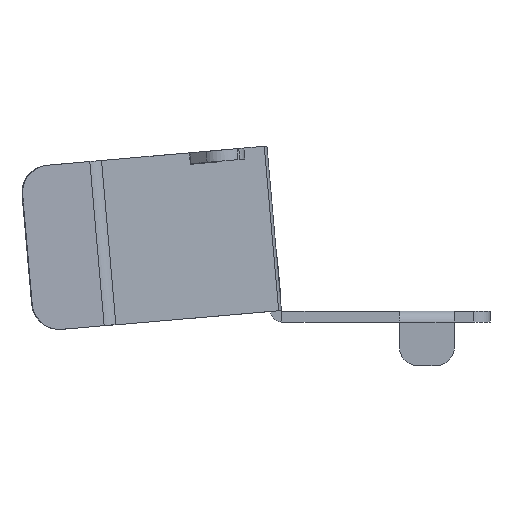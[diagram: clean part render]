
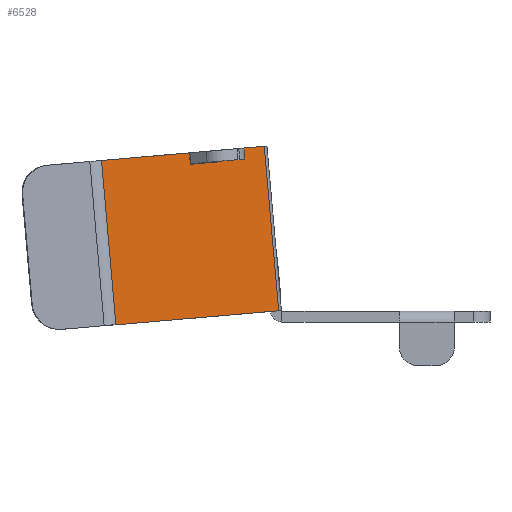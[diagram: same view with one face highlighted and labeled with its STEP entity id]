
A CAD part, left-side view. The second image highlights one B-rep face of the part: STEP entity #6528.
In plain terms, the highlighted planar face has unit normal (-0.643, -0.763, 0.067).
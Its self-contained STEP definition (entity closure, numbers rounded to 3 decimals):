
#190 = ORIENTED_EDGE ( 'NONE', *, *, #5090, .F. ) ;
#289 = CARTESIAN_POINT ( 'NONE',  ( -1.629, 2.109, 3.001 ) ) ;
#630 = CARTESIAN_POINT ( 'NONE',  ( -3.262, 3.456, 2.672 ) ) ;
#657 = VERTEX_POINT ( 'NONE', #11709 ) ;
#751 = ORIENTED_EDGE ( 'NONE', *, *, #8724, .F. ) ;
#789 = VERTEX_POINT ( 'NONE', #630 ) ;
#1243 = CARTESIAN_POINT ( 'NONE',  ( -1.631, 2.111, 3.001 ) ) ;
#1482 = VERTEX_POINT ( 'NONE', #2667 ) ;
#1609 = CARTESIAN_POINT ( 'NONE',  ( -5.178, 5.076, 2.742 ) ) ;
#1710 = LINE ( 'NONE', #4126, #9904 ) ;
#2087 = VECTOR ( 'NONE', #13538, 1000. ) ;
#2406 = ORIENTED_EDGE ( 'NONE', *, *, #8805, .F. ) ;
#2525 = EDGE_CURVE ( 'NONE', #7622, #15341, #11130, .T. ) ;
#2667 = CARTESIAN_POINT ( 'NONE',  ( -2.611, 2.912, 2.72 ) ) ;
#2793 = DIRECTION ( 'NONE',  ( 0.766, -0.64, 0.056 ) ) ;
#2940 = LINE ( 'NONE', #7787, #4712 ) ;
#2983 = DIRECTION ( 'NONE',  ( -0.643, -0.763, 0.067 ) ) ;
#3124 = ORIENTED_EDGE ( 'NONE', *, *, #10982, .F. ) ;
#3138 = DIRECTION ( 'NONE',  ( 0.765, -0.644, 0. ) ) ;
#3396 = VERTEX_POINT ( 'NONE', #6481 ) ;
#3510 = AXIS2_PLACEMENT_3D ( 'NONE', #9275, #2983, #3138 ) ;
#3681 = EDGE_CURVE ( 'NONE', #7622, #14900, #11988, .T. ) ;
#3806 = ORIENTED_EDGE ( 'NONE', *, *, #2525, .F. ) ;
#4126 = CARTESIAN_POINT ( 'NONE',  ( -3.262, 3.456, 2.672 ) ) ;
#4328 = EDGE_LOOP ( 'NONE', ( #2406, #190, #751, #10904, #3124, #3806, #10631, #12619, #13439 ) ) ;
#4712 = VECTOR ( 'NONE', #7537, 1000. ) ;
#5022 = CARTESIAN_POINT ( 'NONE',  ( -3.262, 3.475, 2.882 ) ) ;
#5090 = EDGE_CURVE ( 'NONE', #12845, #789, #2940, .T. ) ;
#5587 = VECTOR ( 'NONE', #8767, 1000. ) ;
#6346 = DIRECTION ( 'NONE',  ( 0., 0.087, 0.996 ) ) ;
#6481 = CARTESIAN_POINT ( 'NONE',  ( -5.178, 4.814, -0.247 ) ) ;
#6528 = ADVANCED_FACE ( 'NONE', ( #15141 ), #6729, .T. ) ;
#6680 = EDGE_CURVE ( 'NONE', #657, #14900, #12463, .T. ) ;
#6729 = PLANE ( 'NONE',  #3510 ) ;
#7537 = DIRECTION ( 'NONE',  ( 0., -0.087, -0.996 ) ) ;
#7622 = VERTEX_POINT ( 'NONE', #9352 ) ;
#7787 = CARTESIAN_POINT ( 'NONE',  ( -3.262, 3.475, 2.882 ) ) ;
#8270 = DIRECTION ( 'NONE',  ( 0., 0.087, 0.996 ) ) ;
#8650 = VECTOR ( 'NONE', #9546, 1000. ) ;
#8724 = EDGE_CURVE ( 'NONE', #11888, #12845, #11120, .T. ) ;
#8766 = CARTESIAN_POINT ( 'NONE',  ( -1.629, 2.109, 3.001 ) ) ;
#8767 = DIRECTION ( 'NONE',  ( 0.766, -0.64, 0.056 ) ) ;
#8805 = EDGE_CURVE ( 'NONE', #789, #1482, #1710, .T. ) ;
#9275 = CARTESIAN_POINT ( 'NONE',  ( 0.233, 0.276, -0.024 ) ) ;
#9320 = CARTESIAN_POINT ( 'NONE',  ( -1.631, 1.835, -0.16 ) ) ;
#9352 = CARTESIAN_POINT ( 'NONE',  ( -1.631, 1.849, 0.005 ) ) ;
#9546 = DIRECTION ( 'NONE',  ( 0., 0.087, 0.996 ) ) ;
#9625 = VECTOR ( 'NONE', #11360, 1000. ) ;
#9904 = VECTOR ( 'NONE', #2793, 1000. ) ;
#9949 = CARTESIAN_POINT ( 'NONE',  ( -5.02, 4.682, -0.243 ) ) ;
#10631 = ORIENTED_EDGE ( 'NONE', *, *, #3681, .T. ) ;
#10904 = ORIENTED_EDGE ( 'NONE', *, *, #11460, .F. ) ;
#10982 = EDGE_CURVE ( 'NONE', #15341, #3396, #11126, .T. ) ;
#11120 = LINE ( 'NONE', #289, #5587 ) ;
#11126 = LINE ( 'NONE', #14646, #13437 ) ;
#11130 = LINE ( 'NONE', #9949, #2087 ) ;
#11249 = CARTESIAN_POINT ( 'NONE',  ( -2.611, 2.912, 2.72 ) ) ;
#11360 = DIRECTION ( 'NONE',  ( 0.766, -0.64, 0.056 ) ) ;
#11460 = EDGE_CURVE ( 'NONE', #3396, #11888, #13139, .T. ) ;
#11523 = EDGE_CURVE ( 'NONE', #1482, #657, #12273, .T. ) ;
#11709 = CARTESIAN_POINT ( 'NONE',  ( -2.611, 2.93, 2.929 ) ) ;
#11888 = VERTEX_POINT ( 'NONE', #1609 ) ;
#11988 = LINE ( 'NONE', #9320, #8650 ) ;
#12273 = LINE ( 'NONE', #11249, #14717 ) ;
#12463 = LINE ( 'NONE', #8766, #9625 ) ;
#12551 = DIRECTION ( 'NONE',  ( -0.766, 0.64, -0.056 ) ) ;
#12619 = ORIENTED_EDGE ( 'NONE', *, *, #6680, .F. ) ;
#12845 = VERTEX_POINT ( 'NONE', #5022 ) ;
#12983 = VECTOR ( 'NONE', #8270, 1000. ) ;
#13139 = LINE ( 'NONE', #14164, #12983 ) ;
#13437 = VECTOR ( 'NONE', #12551, 1000. ) ;
#13439 = ORIENTED_EDGE ( 'NONE', *, *, #11523, .F. ) ;
#13538 = DIRECTION ( 'NONE',  ( -0.766, 0.64, -0.056 ) ) ;
#14164 = CARTESIAN_POINT ( 'NONE',  ( -5.178, 4.814, -0.247 ) ) ;
#14292 = CARTESIAN_POINT ( 'NONE',  ( -5.02, 4.682, -0.239 ) ) ;
#14646 = CARTESIAN_POINT ( 'NONE',  ( -5.02, 4.682, -0.235 ) ) ;
#14717 = VECTOR ( 'NONE', #6346, 1000. ) ;
#14900 = VERTEX_POINT ( 'NONE', #1243 ) ;
#15141 = FACE_OUTER_BOUND ( 'NONE', #4328, .T. ) ;
#15341 = VERTEX_POINT ( 'NONE', #14292 ) ;
